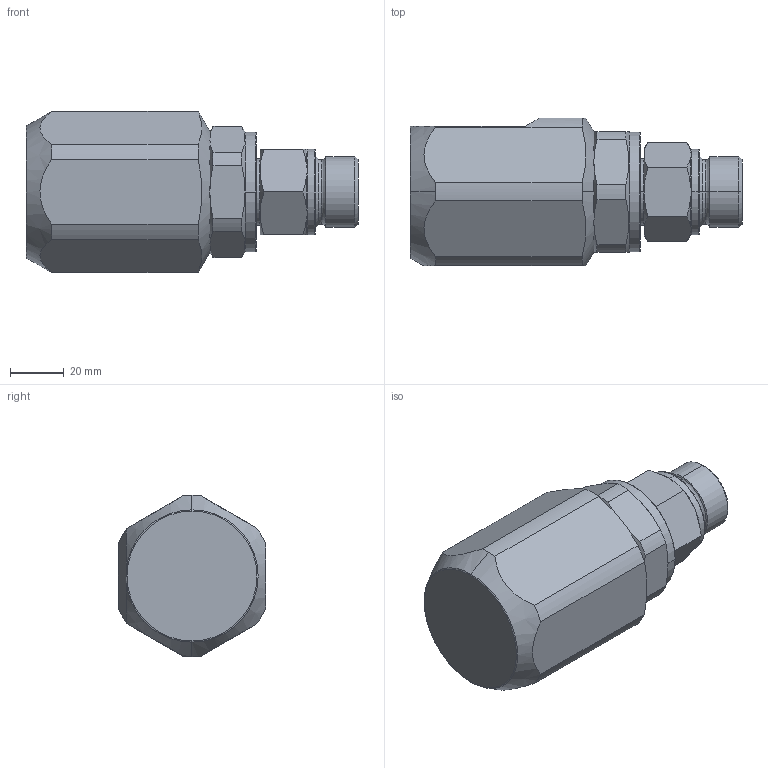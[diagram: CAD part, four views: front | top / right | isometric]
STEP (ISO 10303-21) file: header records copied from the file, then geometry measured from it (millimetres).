
FILE_DESCRIPTION (( 'STEP AP214' ), '1' );
FILE_NAME ('7KRAW26IW2690.STEP', '2015-09-04T13:24:09', ( 'admin' ), ( 'Microsoft' ), 'SwSTEP 2.0', 'SolidWorks 2009', '' );
FILE_SCHEMA (( 'AUTOMOTIVE_DESIGN' ));
Length unit declared in the file: millimetre
Products named in the file (1): 7KRAW26IW2690
Bounding box: 123.7 x 55 x 60 mm (x, y, z)
Volume: 187582.3 mm3; surface area: 31139.5 mm2
Topology: 1 solids, 1 shells, 136 faces, 318 edges, 192 vertices
Faces by surface type: cone 53, cylinder 35, plane 32, torus 16
Entity records: 4402 total; most frequent: CARTESIAN_POINT 1319, DIRECTION 659, ORIENTED_EDGE 632, EDGE_CURVE 316, AXIS2_PLACEMENT_3D 284, VERTEX_POINT 192, EDGE_LOOP 148, CIRCLE 147
